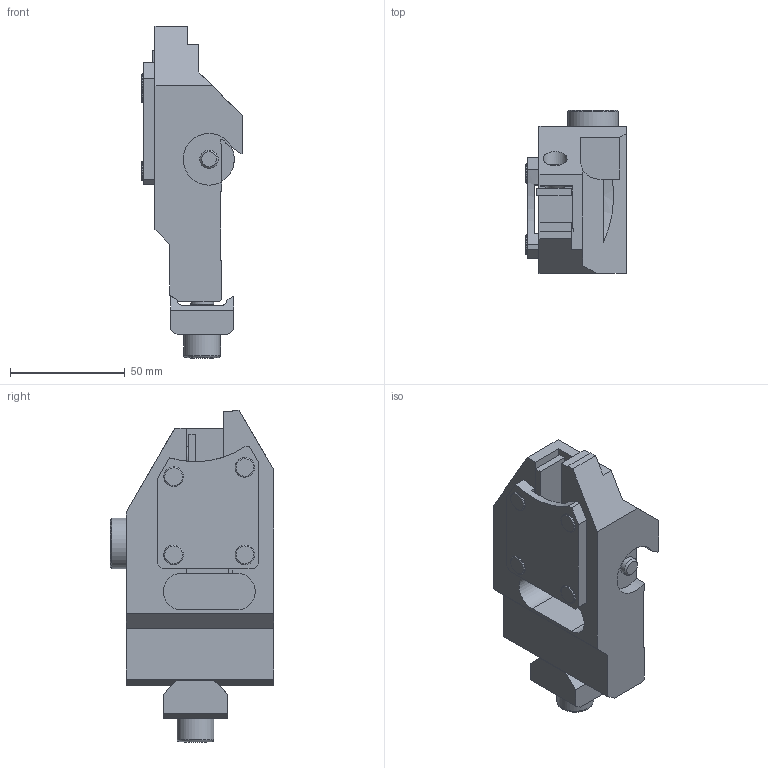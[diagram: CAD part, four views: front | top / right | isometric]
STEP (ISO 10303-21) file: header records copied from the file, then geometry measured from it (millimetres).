
FILE_DESCRIPTION(/* description */ (''),/* implementation_level */ '2;1');
FILE_NAME(/* name */ 'W5190003_stp.stp',/* time_stamp */ '2013-09-16T10:49:26+02:00',/* author */ (''),/* organization */ (''),/* preprocessor_version */ 'ST-DEVELOPER v11',/* originating_system */ 'SIEMENS PLM Software NX 7.5',/* authorisation */ '');
FILE_SCHEMA (('AUTOMOTIVE_DESIGN { 1 0 10303 214 1 1 1 1 }'));
Length unit declared in the file: millimetre
Products named in the file (1): polz9EF27dh2
Bounding box: 43.8 x 71 x 144.45 mm (x, y, z)
Volume: 183131.5 mm3; surface area: 36797.9 mm2
Topology: 1 solids, 1 shells, 124 faces, 326 edges, 217 vertices
Faces by surface type: plane 92, cylinder 22, torus 6, cone 4
Full cylindrical faces by diameter (mm): 8 x1, 8.5 x4, 9.771 x1, 10 x1, 16 x1, 22 x1
Entity records: 3664 total; most frequent: CARTESIAN_POINT 635, DIRECTION 608, ORIENTED_EDGE 598, EDGE_CURVE 299, LINE 238, VECTOR 238, VERTEX_POINT 208, AXIS2_PLACEMENT_3D 185
